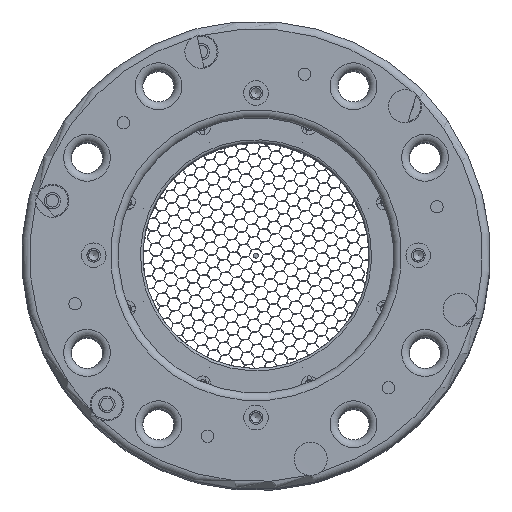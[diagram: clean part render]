
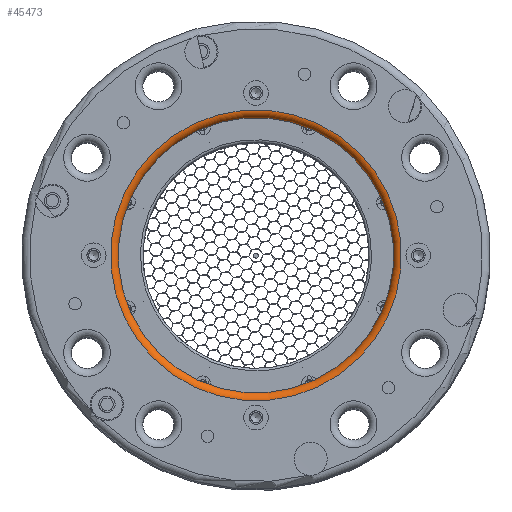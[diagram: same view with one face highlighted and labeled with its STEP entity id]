
A CAD part, top view. The second image highlights one B-rep face of the part: STEP entity #45473.
In plain terms, the highlighted toroidal (fillet/blend) face has major radius 59.175 mm and minor radius 3.175 mm.
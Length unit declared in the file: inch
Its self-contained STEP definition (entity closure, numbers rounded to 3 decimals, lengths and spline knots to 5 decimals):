
#2200=TOROIDAL_SURFACE('',#48195,2.32972,0.125);
#3358=CIRCLE('',#48142,2.32972);
#3391=CIRCLE('',#48177,2.32972);
#3402=CIRCLE('',#48196,0.125);
#3966=FACE_OUTER_BOUND('',#6330,.T.);
#6330=EDGE_LOOP('',(#33262,#33263,#33264,#33265));
#21240=VERTEX_POINT('',#64881);
#21272=VERTEX_POINT('',#64948);
#25892=EDGE_CURVE('',#21240,#21240,#3358,.T.);
#25925=EDGE_CURVE('',#21272,#21272,#3391,.T.);
#25936=EDGE_CURVE('',#21240,#21272,#3402,.T.);
#33262=ORIENTED_EDGE('',*,*,#25892,.T.);
#33263=ORIENTED_EDGE('',*,*,#25936,.T.);
#33264=ORIENTED_EDGE('',*,*,#25925,.T.);
#33265=ORIENTED_EDGE('',*,*,#25936,.F.);
#45473=ADVANCED_FACE('',(#3966),#2200,.T.);
#48142=AXIS2_PLACEMENT_3D('',#64882,#52001,#52002);
#48177=AXIS2_PLACEMENT_3D('',#64949,#52071,#52072);
#48195=AXIS2_PLACEMENT_3D('',#64970,#52107,#52108);
#48196=AXIS2_PLACEMENT_3D('',#64971,#52109,#52110);
#52001=DIRECTION('center_axis',(0.,0.,
1.));
#52002=DIRECTION('ref_axis',(0.814,-0.581,0.));
#52071=DIRECTION('center_axis',(0.,0.,-1.));
#52072=DIRECTION('ref_axis',(0.814,0.581,0.));
#52107=DIRECTION('center_axis',(0.,0.,
-1.));
#52108=DIRECTION('ref_axis',(-1.,0.,0.));
#52109=DIRECTION('center_axis',(0.,-1.,0.));
#52110=DIRECTION('ref_axis',(1.,0.,0.));
#64881=CARTESIAN_POINT('',(2.32972,0.,0.25));
#64882=CARTESIAN_POINT('Origin',(0.,0.,
0.25));
#64948=CARTESIAN_POINT('',(2.32972,0.,0.));
#64949=CARTESIAN_POINT('Origin',(0.,0.,
0.));
#64970=CARTESIAN_POINT('Origin',(0.,0.,0.125));
#64971=CARTESIAN_POINT('Origin',(2.32972,0.,
0.125));
